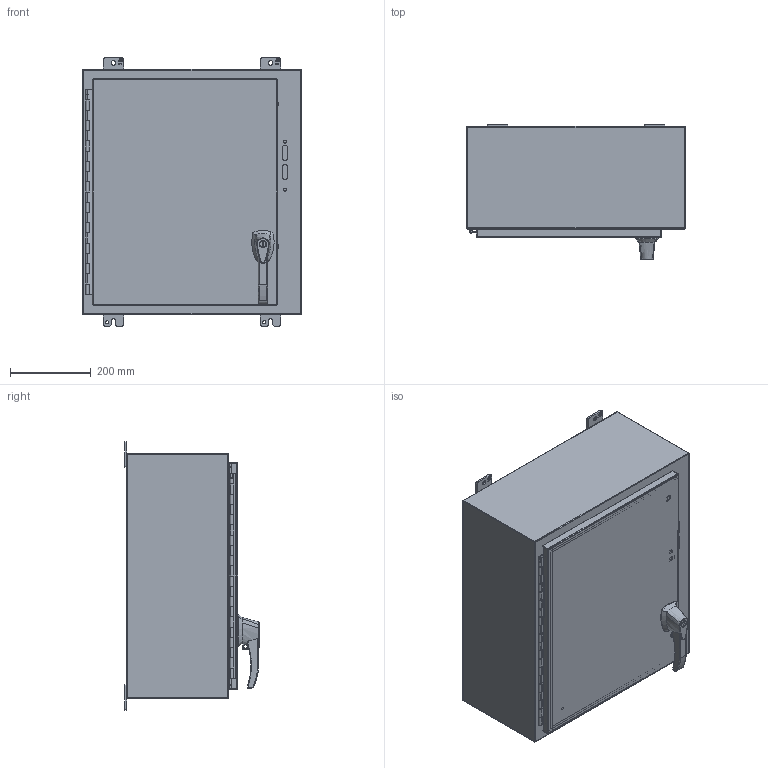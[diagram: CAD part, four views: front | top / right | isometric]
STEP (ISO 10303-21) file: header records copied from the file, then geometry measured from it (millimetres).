
FILE_DESCRIPTION (( 'STEP AP214' ), '1' );
FILE_NAME ('1447SB10HK.STEP', '2019-11-11T20:01:11', ( '' ), ( '' ), 'SwSTEP 2.0', 'SolidWorks 2019', '' );
FILE_SCHEMA (( 'AUTOMOTIVE_DESIGN' ));
Length unit declared in the file: inch
Products named in the file (1): 1447SB10HK
Bounding box: 542.92 x 334.7 x 666.74 mm (x, y, z)
Volume: 3531194.2 mm3; surface area: 3472042.5 mm2
Topology: 49 solids, 50 shells, 1126 faces, 2812 edges, 1824 vertices
Faces by surface type: plane 709, cylinder 318, bspline 56, cone 27, torus 8, sphere 8
Full cylindrical faces by diameter (mm): 3.967 x2, 4.394 x2, 4.47 x4, 4.572 x2, 4.763 x1, 4.775 x2, 4.976 x1, 5.461 x2, 5.893 x1, 5.918 x1, 6.35 x11, 6.502 x1, 6.731 x2, 7.137 x4, 7.805 x2, 7.937 x6, 8.001 x1, 8.128 x1, 8.255 x1, 8.382 x4, 8.484 x1, 8.89 x1, 9.525 x9, 10.008 x1, 10.211 x2, 10.49 x2, 11.049 x1, 11.113 x4, 11.303 x2, 11.989 x1
Entity records: 58697 total; most frequent: CARTESIAN_POINT 31873, ORIENTED_EDGE 5290, DIRECTION 5192, EDGE_CURVE 2645, VERTEX_POINT 1804, VECTOR 1762, LINE 1762, AXIS2_PLACEMENT_3D 1715
